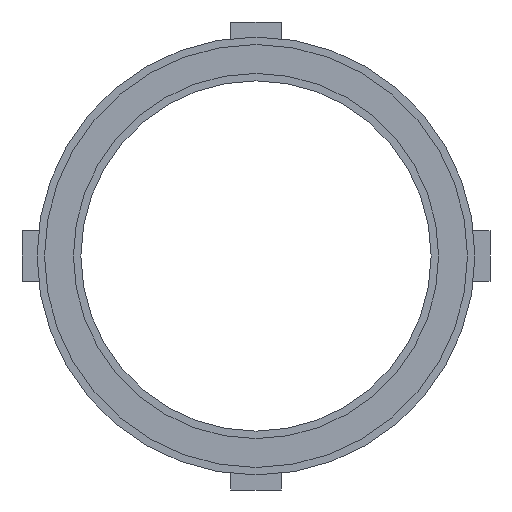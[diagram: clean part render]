
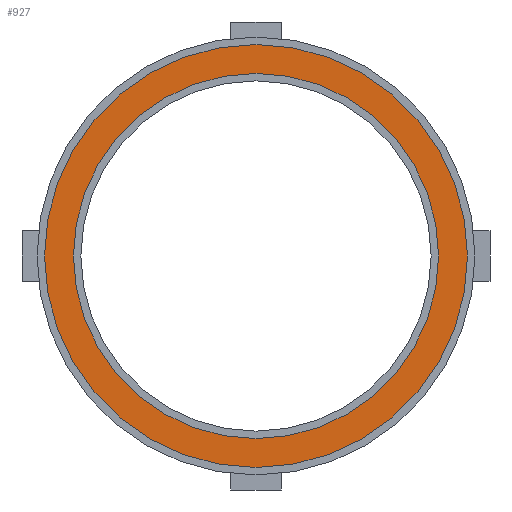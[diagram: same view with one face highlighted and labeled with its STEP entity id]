
A CAD part, left-side view. The second image highlights one B-rep face of the part: STEP entity #927.
In plain terms, the highlighted planar face has unit normal (-1, 0, 0).
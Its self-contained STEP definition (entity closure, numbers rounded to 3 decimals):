
#3 = CIRCLE ( 'NONE', #660, 840.5 ) ;
#16 = CARTESIAN_POINT ( 'NONE',  ( 1270., 0., 0. ) ) ;
#83 = CARTESIAN_POINT ( 'NONE',  ( 1270., 725.5, 0. ) ) ;
#95 = DIRECTION ( 'NONE',  ( 0., 1., 0. ) ) ;
#143 = EDGE_LOOP ( 'NONE', ( #1139, #206 ) ) ;
#158 = ORIENTED_EDGE ( 'NONE', *, *, #318, .T. ) ;
#182 = DIRECTION ( 'NONE',  ( 0., 1., 0. ) ) ;
#195 = EDGE_CURVE ( 'NONE', #676, #951, #792, .T. ) ;
#197 = PLANE ( 'NONE',  #881 ) ;
#203 = CARTESIAN_POINT ( 'NONE',  ( 1270., 0., 0. ) ) ;
#206 = ORIENTED_EDGE ( 'NONE', *, *, #398, .F. ) ;
#252 = DIRECTION ( 'NONE',  ( 1., 0., 0. ) ) ;
#280 = AXIS2_PLACEMENT_3D ( 'NONE', #1152, #252, #621 ) ;
#301 = CIRCLE ( 'NONE', #355, 725.5 ) ;
#318 = EDGE_CURVE ( 'NONE', #873, #906, #301, .T. ) ;
#355 = AXIS2_PLACEMENT_3D ( 'NONE', #16, #1065, #95 ) ;
#363 = FACE_OUTER_BOUND ( 'NONE', #143, .T. ) ;
#398 = EDGE_CURVE ( 'NONE', #951, #676, #3, .T. ) ;
#434 = CARTESIAN_POINT ( 'NONE',  ( 1270., -840.5, 0. ) ) ;
#484 = DIRECTION ( 'NONE',  ( 0., 1., 0. ) ) ;
#503 = EDGE_CURVE ( 'NONE', #906, #873, #812, .T. ) ;
#552 = CARTESIAN_POINT ( 'NONE',  ( 1270., 811.75, 0. ) ) ;
#594 = CARTESIAN_POINT ( 'NONE',  ( 1270., 840.5, 0. ) ) ;
#619 = EDGE_LOOP ( 'NONE', ( #819, #158 ) ) ;
#621 = DIRECTION ( 'NONE',  ( 0., 1., 0. ) ) ;
#630 = DIRECTION ( 'NONE',  ( 0., 0., 1. ) ) ;
#660 = AXIS2_PLACEMENT_3D ( 'NONE', #203, #672, #484 ) ;
#672 = DIRECTION ( 'NONE',  ( 1., 0., 0. ) ) ;
#676 = VERTEX_POINT ( 'NONE', #594 ) ;
#731 = DIRECTION ( 'NONE',  ( -1., 0., 0. ) ) ;
#792 = CIRCLE ( 'NONE', #280, 840.5 ) ;
#812 = CIRCLE ( 'NONE', #991, 725.5 ) ;
#819 = ORIENTED_EDGE ( 'NONE', *, *, #503, .T. ) ;
#822 = CARTESIAN_POINT ( 'NONE',  ( 1270., 0., 0. ) ) ;
#866 = CARTESIAN_POINT ( 'NONE',  ( 1270., -725.5, 0. ) ) ;
#873 = VERTEX_POINT ( 'NONE', #866 ) ;
#881 = AXIS2_PLACEMENT_3D ( 'NONE', #552, #731, #630 ) ;
#900 = FACE_BOUND ( 'NONE', #619, .T. ) ;
#906 = VERTEX_POINT ( 'NONE', #83 ) ;
#927 = ADVANCED_FACE ( 'NONE', ( #900, #363 ), #197, .T. ) ;
#951 = VERTEX_POINT ( 'NONE', #434 ) ;
#991 = AXIS2_PLACEMENT_3D ( 'NONE', #822, #1079, #182 ) ;
#1065 = DIRECTION ( 'NONE',  ( 1., 0., 0. ) ) ;
#1079 = DIRECTION ( 'NONE',  ( 1., 0., 0. ) ) ;
#1139 = ORIENTED_EDGE ( 'NONE', *, *, #195, .F. ) ;
#1152 = CARTESIAN_POINT ( 'NONE',  ( 1270., 0., 0. ) ) ;
